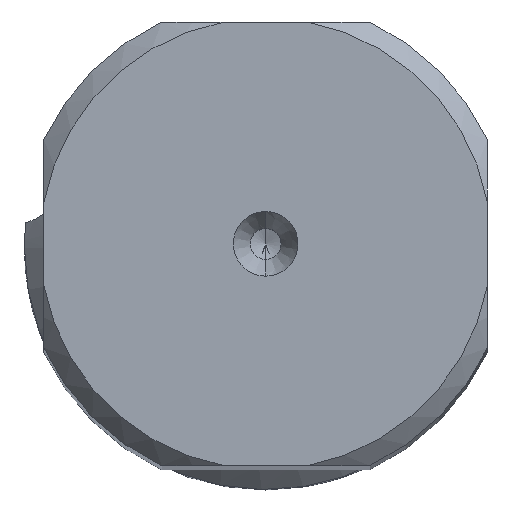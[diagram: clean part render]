
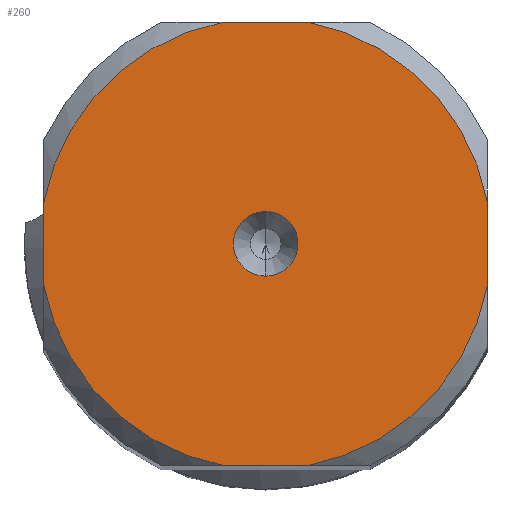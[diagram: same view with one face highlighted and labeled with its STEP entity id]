
A CAD part, top view. The second image highlights one B-rep face of the part: STEP entity #260.
In plain terms, the highlighted planar face has unit normal (0, 0, 1).
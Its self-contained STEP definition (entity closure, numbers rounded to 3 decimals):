
#260=ADVANCED_FACE('',(#377,#378),#349,.T.);
#349=PLANE('',#1740);
#377=FACE_BOUND('',#385,.T.);
#378=FACE_BOUND('',#386,.T.);
#385=EDGE_LOOP('',(#550,#551,#552,#553,#554,#555,#556,#557));
#386=EDGE_LOOP('',(#558,#559));
#478=CIRCLE('',#1734,11.7);
#479=CIRCLE('',#1735,11.7);
#480=CIRCLE('',#1736,11.7);
#481=CIRCLE('',#1737,11.7);
#482=CIRCLE('',#1738,1.675);
#483=CIRCLE('',#1739,1.675);
#550=ORIENTED_EDGE('',*,*,#1208,.F.);
#551=ORIENTED_EDGE('',*,*,#1209,.T.);
#552=ORIENTED_EDGE('',*,*,#1210,.F.);
#553=ORIENTED_EDGE('',*,*,#1211,.T.);
#554=ORIENTED_EDGE('',*,*,#1212,.F.);
#555=ORIENTED_EDGE('',*,*,#1213,.T.);
#556=ORIENTED_EDGE('',*,*,#1214,.F.);
#557=ORIENTED_EDGE('',*,*,#1215,.T.);
#558=ORIENTED_EDGE('',*,*,#1216,.T.);
#559=ORIENTED_EDGE('',*,*,#1217,.T.);
#1044=VERTEX_POINT('',#2405);
#1045=VERTEX_POINT('',#2406);
#1046=VERTEX_POINT('',#2408);
#1047=VERTEX_POINT('',#2410);
#1048=VERTEX_POINT('',#2412);
#1049=VERTEX_POINT('',#2414);
#1050=VERTEX_POINT('',#2416);
#1051=VERTEX_POINT('',#2418);
#1052=VERTEX_POINT('',#2421);
#1053=VERTEX_POINT('',#2422);
#1208=EDGE_CURVE('',#1044,#1045,#1455,.T.);
#1209=EDGE_CURVE('',#1044,#1046,#478,.T.);
#1210=EDGE_CURVE('',#1047,#1046,#1456,.T.);
#1211=EDGE_CURVE('',#1047,#1048,#479,.T.);
#1212=EDGE_CURVE('',#1049,#1048,#1457,.T.);
#1213=EDGE_CURVE('',#1049,#1050,#480,.T.);
#1214=EDGE_CURVE('',#1051,#1050,#1458,.T.);
#1215=EDGE_CURVE('',#1051,#1045,#481,.T.);
#1216=EDGE_CURVE('',#1052,#1053,#482,.T.);
#1217=EDGE_CURVE('',#1053,#1052,#483,.T.);
#1455=LINE('',#2404,#1558);
#1456=LINE('',#2409,#1559);
#1457=LINE('',#2413,#1560);
#1458=LINE('',#2417,#1561);
#1558=VECTOR('',#1933,1.);
#1559=VECTOR('',#1936,1.);
#1560=VECTOR('',#1939,1.);
#1561=VECTOR('',#1942,1.);
#1734=AXIS2_PLACEMENT_3D('',#2407,#1934,#1935);
#1735=AXIS2_PLACEMENT_3D('',#2411,#1937,#1938);
#1736=AXIS2_PLACEMENT_3D('',#2415,#1940,#1941);
#1737=AXIS2_PLACEMENT_3D('',#2419,#1943,#1944);
#1738=AXIS2_PLACEMENT_3D('',#2420,#1945,#1946);
#1739=AXIS2_PLACEMENT_3D('',#2423,#1947,#1948);
#1740=AXIS2_PLACEMENT_3D('',#2424,#1949,#1950);
#1933=DIRECTION('',(0.,1.,0.));
#1934=DIRECTION('',(0.,0.,1.));
#1935=DIRECTION('',(-0.983,-0.184,0.));
#1936=DIRECTION('',(-1.,0.,0.));
#1937=DIRECTION('',(0.,0.,1.));
#1938=DIRECTION('',(0.184,-0.983,0.));
#1939=DIRECTION('',(0.,-1.,0.));
#1940=DIRECTION('',(0.,0.,1.));
#1941=DIRECTION('',(0.983,0.184,0.));
#1942=DIRECTION('',(1.,0.,0.));
#1943=DIRECTION('',(0.,0.,1.));
#1944=DIRECTION('',(-0.184,0.983,0.));
#1945=DIRECTION('',(0.,0.,-1.));
#1946=DIRECTION('',(0.,1.,0.));
#1947=DIRECTION('',(0.,0.,-1.));
#1948=DIRECTION('',(0.,-1.,0.));
#1949=DIRECTION('',(0.,0.,1.));
#1950=DIRECTION('',(-1.,0.,0.));
#2404=CARTESIAN_POINT('',(-11.5,-2.154,0.));
#2405=CARTESIAN_POINT('',(-11.5,-2.154,0.));
#2406=CARTESIAN_POINT('',(-11.5,2.154,0.));
#2407=CARTESIAN_POINT('',(0.,0.,0.));
#2408=CARTESIAN_POINT('',(-2.154,-11.5,0.));
#2409=CARTESIAN_POINT('',(2.154,-11.5,0.));
#2410=CARTESIAN_POINT('',(2.154,-11.5,0.));
#2411=CARTESIAN_POINT('',(0.,0.,0.));
#2412=CARTESIAN_POINT('',(11.5,-2.154,0.));
#2413=CARTESIAN_POINT('',(11.5,2.154,0.));
#2414=CARTESIAN_POINT('',(11.5,2.154,0.));
#2415=CARTESIAN_POINT('',(0.,0.,0.));
#2416=CARTESIAN_POINT('',(2.154,11.5,0.));
#2417=CARTESIAN_POINT('',(-2.154,11.5,0.));
#2418=CARTESIAN_POINT('',(-2.154,11.5,0.));
#2419=CARTESIAN_POINT('',(0.,0.,0.));
#2420=CARTESIAN_POINT('',(0.,0.,0.));
#2421=CARTESIAN_POINT('',(0.,1.675,0.));
#2422=CARTESIAN_POINT('',(0.,-1.675,0.));
#2423=CARTESIAN_POINT('',(0.,0.,0.));
#2424=CARTESIAN_POINT('',(0.,0.,0.));
